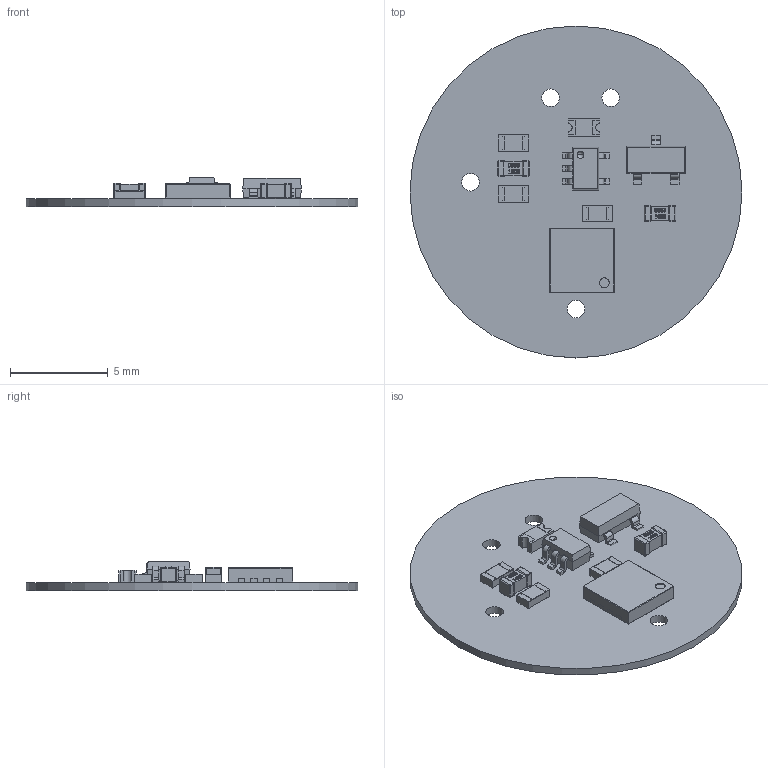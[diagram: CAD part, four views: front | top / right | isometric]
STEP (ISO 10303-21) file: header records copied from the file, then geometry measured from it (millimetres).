
FILE_DESCRIPTION(('Open CASCADE Model'),'2;1');
FILE_NAME('Open CASCADE Shape Model','2018-01-25T21:24:05',('Author'),( 'Open CASCADE'),'Open CASCADE STEP processor 6.8','Open CASCADE 6.8' ,'Unknown');
FILE_SCHEMA(('AUTOMOTIVE_DESIGN { 1 0 10303 214 1 1 1 1 }'));
Length unit declared in the file: millimetre
Products named in the file (17): PCB; Board; VT1; SOT-23; U1; User_Library-SOT353-1; R3; User_Library-SMD_Resistors0603; R2; R1; Q1; User_Library-PQFN8; D1; 0603; C2; User_Library-CapCeramic_Kemet_0603_1608; C1
Assembly tree (19 placements, depth 3):
  PCB
    Board
    VT1
      SOT-23
    U1
      User_Library-SOT353-1
    R3
      User_Library-SMD_Resistors0603
    R2
      User_Library-SMD_Resistors0603
    R1
      User_Library-SMD_Resistors0603
    Q1
      User_Library-PQFN8
    D1
      0603
    C2
      User_Library-CapCeramic_Kemet_0603_1608
    C1
      User_Library-CapCeramic_Kemet_0603_1608
Bounding box: 17 x 17 x 1.51 mm (x, y, z)
Volume: 112.2 mm3; surface area: 582.2 mm2
Topology: 10 solids, 10 shells, 1015 faces, 2621 edges, 1586 vertices
Faces by surface type: plane 472, bspline 298, cylinder 227, cone 16, sphere 2
Full cylindrical faces by diameter (mm): 0.9 x4, 17 x1
Entity records: 21614 total; most frequent: CARTESIAN_POINT 5324, ORIENTED_EDGE 3038, DIRECTION 2520, EDGE_CURVE 1519, LINE 960, VECTOR 960, VERTEX_POINT 944, AXIS2_PLACEMENT_3D 780
